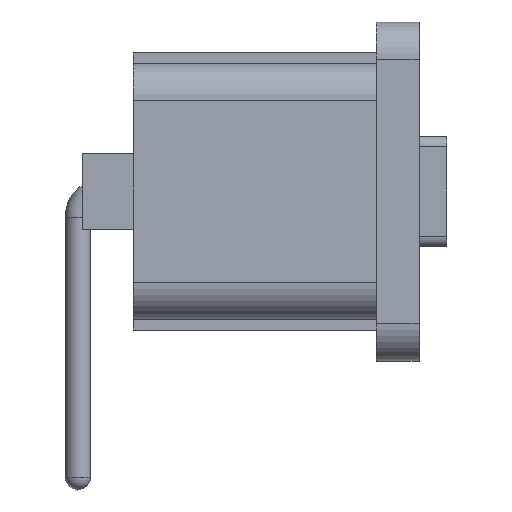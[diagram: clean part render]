
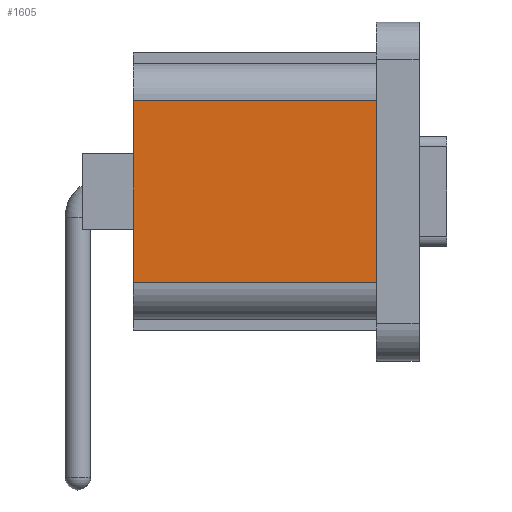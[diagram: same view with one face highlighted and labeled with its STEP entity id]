
A CAD part, left-side view. The second image highlights one B-rep face of the part: STEP entity #1605.
In plain terms, the highlighted planar face has unit normal (-1, 0, 0).
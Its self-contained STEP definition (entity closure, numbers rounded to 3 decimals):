
#100 = PLANE('',#101);
#101 = AXIS2_PLACEMENT_3D('',#102,#103,#104);
#102 = CARTESIAN_POINT('',(-1.012,0.,0.));
#103 = DIRECTION('',(-0.,-0.,-1.));
#104 = DIRECTION('',(-1.,0.,0.));
#128 = CYLINDRICAL_SURFACE('',#129,1.75);
#129 = AXIS2_PLACEMENT_3D('',#130,#131,#132);
#130 = CARTESIAN_POINT('',(-17.6,4.25,0.));
#131 = DIRECTION('',(0.,0.,-1.));
#132 = DIRECTION('',(-1.,0.,0.));
#156 = PLANE('',#157);
#157 = AXIS2_PLACEMENT_3D('',#158,#159,#160);
#158 = CARTESIAN_POINT('',(-1.418,0.,11.4));
#159 = DIRECTION('',(-0.,-0.,-1.));
#160 = DIRECTION('',(-1.,0.,0.));
#699 = VERTEX_POINT('',#700);
#700 = CARTESIAN_POINT('',(-19.35,-4.25,0.));
#715 = CYLINDRICAL_SURFACE('',#716,1.75);
#716 = AXIS2_PLACEMENT_3D('',#717,#718,#719);
#717 = CARTESIAN_POINT('',(-17.6,-4.25,0.));
#718 = DIRECTION('',(0.,0.,-1.));
#719 = DIRECTION('',(-1.,0.,0.));
#727 = EDGE_CURVE('',#699,#728,#730,.T.);
#728 = VERTEX_POINT('',#729);
#729 = CARTESIAN_POINT('',(-19.35,4.25,0.));
#730 = SURFACE_CURVE('',#731,(#735,#742),.PCURVE_S1.);
#731 = LINE('',#732,#733);
#732 = CARTESIAN_POINT('',(-19.35,-4.25,0.));
#733 = VECTOR('',#734,1.);
#734 = DIRECTION('',(0.,1.,0.));
#735 = PCURVE('',#100,#736);
#736 = DEFINITIONAL_REPRESENTATION('',(#737),#741);
#737 = LINE('',#738,#739);
#738 = CARTESIAN_POINT('',(18.338,-4.25));
#739 = VECTOR('',#740,1.);
#740 = DIRECTION('',(0.,1.));
#741 = ( GEOMETRIC_REPRESENTATION_CONTEXT(2) 
PARAMETRIC_REPRESENTATION_CONTEXT() REPRESENTATION_CONTEXT('2D SPACE',''
  ) );
#742 = PCURVE('',#743,#748);
#743 = PLANE('',#744);
#744 = AXIS2_PLACEMENT_3D('',#745,#746,#747);
#745 = CARTESIAN_POINT('',(-19.35,-4.25,0.));
#746 = DIRECTION('',(-1.,0.,0.));
#747 = DIRECTION('',(0.,1.,0.));
#748 = DEFINITIONAL_REPRESENTATION('',(#749),#753);
#749 = LINE('',#750,#751);
#750 = CARTESIAN_POINT('',(0.,0.));
#751 = VECTOR('',#752,1.);
#752 = DIRECTION('',(1.,0.));
#753 = ( GEOMETRIC_REPRESENTATION_CONTEXT(2) 
PARAMETRIC_REPRESENTATION_CONTEXT() REPRESENTATION_CONTEXT('2D SPACE',''
  ) );
#1118 = VERTEX_POINT('',#1119);
#1119 = CARTESIAN_POINT('',(-19.35,4.25,11.4));
#1141 = EDGE_CURVE('',#1142,#1118,#1144,.T.);
#1142 = VERTEX_POINT('',#1143);
#1143 = CARTESIAN_POINT('',(-19.35,-4.25,11.4));
#1144 = SURFACE_CURVE('',#1145,(#1149,#1156),.PCURVE_S1.);
#1145 = LINE('',#1146,#1147);
#1146 = CARTESIAN_POINT('',(-19.35,-4.25,11.4));
#1147 = VECTOR('',#1148,1.);
#1148 = DIRECTION('',(0.,1.,0.));
#1149 = PCURVE('',#156,#1150);
#1150 = DEFINITIONAL_REPRESENTATION('',(#1151),#1155);
#1151 = LINE('',#1152,#1153);
#1152 = CARTESIAN_POINT('',(17.932,-4.25));
#1153 = VECTOR('',#1154,1.);
#1154 = DIRECTION('',(0.,1.));
#1155 = ( GEOMETRIC_REPRESENTATION_CONTEXT(2) 
PARAMETRIC_REPRESENTATION_CONTEXT() REPRESENTATION_CONTEXT('2D SPACE',''
  ) );
#1156 = PCURVE('',#743,#1157);
#1157 = DEFINITIONAL_REPRESENTATION('',(#1158),#1162);
#1158 = LINE('',#1159,#1160);
#1159 = CARTESIAN_POINT('',(0.,-11.4));
#1160 = VECTOR('',#1161,1.);
#1161 = DIRECTION('',(1.,0.));
#1162 = ( GEOMETRIC_REPRESENTATION_CONTEXT(2) 
PARAMETRIC_REPRESENTATION_CONTEXT() REPRESENTATION_CONTEXT('2D SPACE',''
  ) );
#1582 = EDGE_CURVE('',#728,#1118,#1583,.T.);
#1583 = SURFACE_CURVE('',#1584,(#1588,#1595),.PCURVE_S1.);
#1584 = LINE('',#1585,#1586);
#1585 = CARTESIAN_POINT('',(-19.35,4.25,0.));
#1586 = VECTOR('',#1587,1.);
#1587 = DIRECTION('',(0.,0.,1.));
#1588 = PCURVE('',#128,#1589);
#1589 = DEFINITIONAL_REPRESENTATION('',(#1590),#1594);
#1590 = LINE('',#1591,#1592);
#1591 = CARTESIAN_POINT('',(0.,0.));
#1592 = VECTOR('',#1593,1.);
#1593 = DIRECTION('',(0.,-1.));
#1594 = ( GEOMETRIC_REPRESENTATION_CONTEXT(2) 
PARAMETRIC_REPRESENTATION_CONTEXT() REPRESENTATION_CONTEXT('2D SPACE',''
  ) );
#1595 = PCURVE('',#743,#1596);
#1596 = DEFINITIONAL_REPRESENTATION('',(#1597),#1601);
#1597 = LINE('',#1598,#1599);
#1598 = CARTESIAN_POINT('',(8.5,0.));
#1599 = VECTOR('',#1600,1.);
#1600 = DIRECTION('',(0.,-1.));
#1601 = ( GEOMETRIC_REPRESENTATION_CONTEXT(2) 
PARAMETRIC_REPRESENTATION_CONTEXT() REPRESENTATION_CONTEXT('2D SPACE',''
  ) );
#1605 = ADVANCED_FACE('',(#1606),#743,.T.);
#1606 = FACE_BOUND('',#1607,.T.);
#1607 = EDGE_LOOP('',(#1608,#1629,#1630,#1631));
#1608 = ORIENTED_EDGE('',*,*,#1609,.T.);
#1609 = EDGE_CURVE('',#699,#1142,#1610,.T.);
#1610 = SURFACE_CURVE('',#1611,(#1615,#1622),.PCURVE_S1.);
#1611 = LINE('',#1612,#1613);
#1612 = CARTESIAN_POINT('',(-19.35,-4.25,0.));
#1613 = VECTOR('',#1614,1.);
#1614 = DIRECTION('',(0.,0.,1.));
#1615 = PCURVE('',#743,#1616);
#1616 = DEFINITIONAL_REPRESENTATION('',(#1617),#1621);
#1617 = LINE('',#1618,#1619);
#1618 = CARTESIAN_POINT('',(0.,0.));
#1619 = VECTOR('',#1620,1.);
#1620 = DIRECTION('',(0.,-1.));
#1621 = ( GEOMETRIC_REPRESENTATION_CONTEXT(2) 
PARAMETRIC_REPRESENTATION_CONTEXT() REPRESENTATION_CONTEXT('2D SPACE',''
  ) );
#1622 = PCURVE('',#715,#1623);
#1623 = DEFINITIONAL_REPRESENTATION('',(#1624),#1628);
#1624 = LINE('',#1625,#1626);
#1625 = CARTESIAN_POINT('',(6.283,0.));
#1626 = VECTOR('',#1627,1.);
#1627 = DIRECTION('',(0.,-1.));
#1628 = ( GEOMETRIC_REPRESENTATION_CONTEXT(2) 
PARAMETRIC_REPRESENTATION_CONTEXT() REPRESENTATION_CONTEXT('2D SPACE',''
  ) );
#1629 = ORIENTED_EDGE('',*,*,#1141,.T.);
#1630 = ORIENTED_EDGE('',*,*,#1582,.F.);
#1631 = ORIENTED_EDGE('',*,*,#727,.F.);
